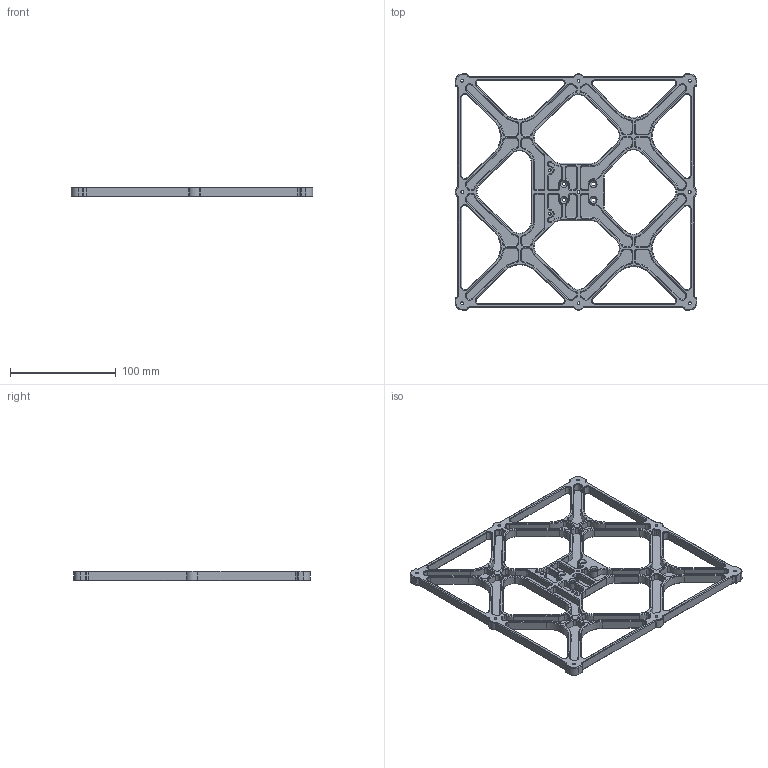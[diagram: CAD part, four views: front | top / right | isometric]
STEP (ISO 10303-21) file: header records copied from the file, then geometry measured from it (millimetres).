
FILE_DESCRIPTION(/* description */ (''),/* implementation_level */ '2;1');
FILE_NAME(/* name */ 'alu_heate_bed_carriage.step.step',/* time_stamp */ '2021-07-11T19:50:39+07:00',/* author */ (''),/* organization */ (''),/* preprocessor_version */ 'ST-DEVELOPER v18.1',/* originating_system */ 'Autodesk Translation Framework v10.9.0.1377',/* authorisation */ '');
FILE_SCHEMA (('AUTOMOTIVE_DESIGN { 1 0 10303 214 3 1 1 }'));
Length unit declared in the file: millimetre
Products named in the file (1): Aluminum Heate Bed Carriage
Bounding box: 228 x 223 x 9 mm (x, y, z)
Volume: 121662.9 mm3; surface area: 86301.5 mm2
Topology: 1 solids, 1 shells, 1041 faces, 2487 edges, 1468 vertices
Faces by surface type: plane 418, cone 346, cylinder 277
Full cylindrical faces by diameter (mm): 2.529 x11, 3.4 x4
Entity records: 29788 total; most frequent: DIRECTION 5466, CARTESIAN_POINT 5030, ORIENTED_EDGE 4974, EDGE_CURVE 2487, AXIS2_PLACEMENT_3D 1946, LINE 1574, VECTOR 1574, VERTEX_POINT 1468
